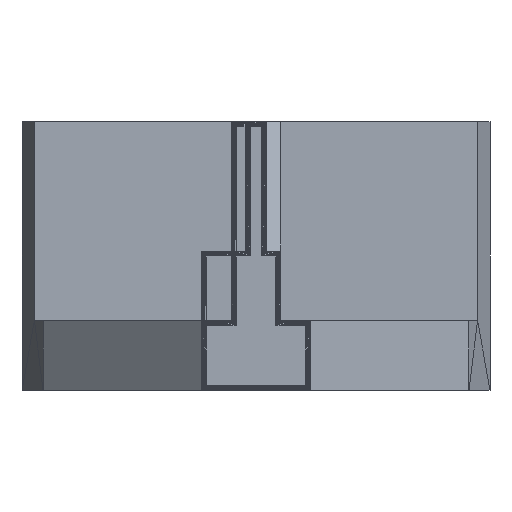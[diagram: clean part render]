
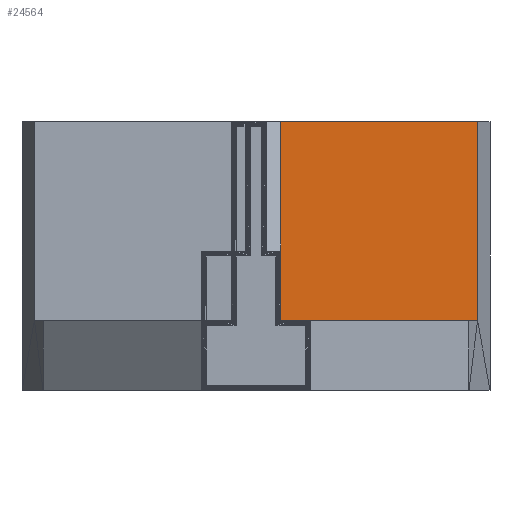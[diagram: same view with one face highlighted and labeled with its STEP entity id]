
A CAD part, front view. The second image highlights one B-rep face of the part: STEP entity #24564.
In plain terms, the highlighted planar face has unit normal (0, -1, 0).
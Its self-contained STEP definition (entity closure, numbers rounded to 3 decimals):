
#11754 = PLANE('',#11755);
#11755 = AXIS2_PLACEMENT_3D('',#11756,#11757,#11758);
#11756 = CARTESIAN_POINT('',(-0.321,-54.454,
    137.438));
#11757 = DIRECTION('',(0.,0.,1.));
#11758 = DIRECTION('',(1.,0.,-0.));
#12173 = VERTEX_POINT('',#12174);
#12174 = CARTESIAN_POINT('',(2.5,-26.25,
    137.438));
#12200 = EDGE_CURVE('',#12173,#12201,#12203,.T.);
#12201 = VERTEX_POINT('',#12202);
#12202 = CARTESIAN_POINT('',(22.257,-26.25,
    137.438));
#12203 = SURFACE_CURVE('',#12204,(#12208,#12215),.PCURVE_S1.);
#12204 = LINE('',#12205,#12206);
#12205 = CARTESIAN_POINT('',(2.5,-26.25,
    137.438));
#12206 = VECTOR('',#12207,1.);
#12207 = DIRECTION('',(1.,0.,0.));
#12208 = PCURVE('',#11754,#12209);
#12209 = DEFINITIONAL_REPRESENTATION('',(#12210),#12214);
#12210 = LINE('',#12211,#12212);
#12211 = CARTESIAN_POINT('',(2.821,28.204));
#12212 = VECTOR('',#12213,1.);
#12213 = DIRECTION('',(1.,0.));
#12214 = ( GEOMETRIC_REPRESENTATION_CONTEXT(2) 
PARAMETRIC_REPRESENTATION_CONTEXT() REPRESENTATION_CONTEXT('2D SPACE',''
  ) );
#12215 = PCURVE('',#12216,#12221);
#12216 = PLANE('',#12217);
#12217 = AXIS2_PLACEMENT_3D('',#12218,#12219,#12220);
#12218 = CARTESIAN_POINT('',(12.379,-26.25,
    127.438));
#12219 = DIRECTION('',(-0.,-1.,-0.));
#12220 = DIRECTION('',(0.,0.,-1.));
#12221 = DEFINITIONAL_REPRESENTATION('',(#12222),#12226);
#12222 = LINE('',#12223,#12224);
#12223 = CARTESIAN_POINT('',(-10.,-9.879));
#12224 = VECTOR('',#12225,1.);
#12225 = DIRECTION('',(0.,1.));
#12226 = ( GEOMETRIC_REPRESENTATION_CONTEXT(2) 
PARAMETRIC_REPRESENTATION_CONTEXT() REPRESENTATION_CONTEXT('2D SPACE',''
  ) );
#12244 = PLANE('',#12245);
#12245 = AXIS2_PLACEMENT_3D('',#12246,#12247,#12248);
#12246 = CARTESIAN_POINT('',(22.954,-24.569,
    124.571));
#12247 = DIRECTION('',(0.924,-0.383,0.));
#12248 = DIRECTION('',(0.383,0.924,0.));
#13475 = VERTEX_POINT('',#13476);
#13476 = CARTESIAN_POINT('',(2.5,-26.25,
    117.438));
#13490 = PLANE('',#13491);
#13491 = AXIS2_PLACEMENT_3D('',#13492,#13493,#13494);
#13492 = CARTESIAN_POINT('',(2.5,-30.304,
    126.843));
#13493 = DIRECTION('',(1.,0.,0.));
#13494 = DIRECTION('',(0.,0.,1.));
#13554 = EDGE_CURVE('',#13475,#12173,#13555,.T.);
#13555 = SURFACE_CURVE('',#13556,(#13560,#13567),.PCURVE_S1.);
#13556 = LINE('',#13557,#13558);
#13557 = CARTESIAN_POINT('',(2.5,-26.25,
    117.438));
#13558 = VECTOR('',#13559,1.);
#13559 = DIRECTION('',(0.,0.,1.));
#13560 = PCURVE('',#13490,#13561);
#13561 = DEFINITIONAL_REPRESENTATION('',(#13562),#13566);
#13562 = LINE('',#13563,#13564);
#13563 = CARTESIAN_POINT('',(-9.405,-4.054));
#13564 = VECTOR('',#13565,1.);
#13565 = DIRECTION('',(1.,0.));
#13566 = ( GEOMETRIC_REPRESENTATION_CONTEXT(2) 
PARAMETRIC_REPRESENTATION_CONTEXT() REPRESENTATION_CONTEXT('2D SPACE',''
  ) );
#13567 = PCURVE('',#12216,#13568);
#13568 = DEFINITIONAL_REPRESENTATION('',(#13569),#13573);
#13569 = LINE('',#13570,#13571);
#13570 = CARTESIAN_POINT('',(10.,-9.879));
#13571 = VECTOR('',#13572,1.);
#13572 = DIRECTION('',(-1.,0.));
#13573 = ( GEOMETRIC_REPRESENTATION_CONTEXT(2) 
PARAMETRIC_REPRESENTATION_CONTEXT() REPRESENTATION_CONTEXT('2D SPACE',''
  ) );
#13621 = PLANE('',#13622);
#13622 = AXIS2_PLACEMENT_3D('',#13623,#13624,#13625);
#13623 = CARTESIAN_POINT('',(10.667,-32.505,
    117.438));
#13624 = DIRECTION('',(0.,0.,1.));
#13625 = DIRECTION('',(1.,0.,-0.));
#16993 = VERTEX_POINT('',#16994);
#16994 = CARTESIAN_POINT('',(22.257,-26.25,
    117.438));
#17020 = EDGE_CURVE('',#16993,#13475,#17021,.T.);
#17021 = SURFACE_CURVE('',#17022,(#17026,#17033),.PCURVE_S1.);
#17022 = LINE('',#17023,#17024);
#17023 = CARTESIAN_POINT('',(22.257,-26.25,
    117.438));
#17024 = VECTOR('',#17025,1.);
#17025 = DIRECTION('',(-1.,0.,0.));
#17026 = PCURVE('',#13621,#17027);
#17027 = DEFINITIONAL_REPRESENTATION('',(#17028),#17032);
#17028 = LINE('',#17029,#17030);
#17029 = CARTESIAN_POINT('',(11.59,6.256));
#17030 = VECTOR('',#17031,1.);
#17031 = DIRECTION('',(-1.,0.));
#17032 = ( GEOMETRIC_REPRESENTATION_CONTEXT(2) 
PARAMETRIC_REPRESENTATION_CONTEXT() REPRESENTATION_CONTEXT('2D SPACE',''
  ) );
#17033 = PCURVE('',#12216,#17034);
#17034 = DEFINITIONAL_REPRESENTATION('',(#17035),#17039);
#17035 = LINE('',#17036,#17037);
#17036 = CARTESIAN_POINT('',(10.,9.879));
#17037 = VECTOR('',#17038,1.);
#17038 = DIRECTION('',(0.,-1.));
#17039 = ( GEOMETRIC_REPRESENTATION_CONTEXT(2) 
PARAMETRIC_REPRESENTATION_CONTEXT() REPRESENTATION_CONTEXT('2D SPACE',''
  ) );
#24476 = EDGE_CURVE('',#12201,#16993,#24477,.T.);
#24477 = SURFACE_CURVE('',#24478,(#24482,#24489),.PCURVE_S1.);
#24478 = LINE('',#24479,#24480);
#24479 = CARTESIAN_POINT('',(22.257,-26.25,
    137.438));
#24480 = VECTOR('',#24481,1.);
#24481 = DIRECTION('',(0.,0.,-1.));
#24482 = PCURVE('',#12244,#24483);
#24483 = DEFINITIONAL_REPRESENTATION('',(#24484),#24488);
#24484 = LINE('',#24485,#24486);
#24485 = CARTESIAN_POINT('',(-1.82,12.867));
#24486 = VECTOR('',#24487,1.);
#24487 = DIRECTION('',(0.,-1.));
#24488 = ( GEOMETRIC_REPRESENTATION_CONTEXT(2) 
PARAMETRIC_REPRESENTATION_CONTEXT() REPRESENTATION_CONTEXT('2D SPACE',''
  ) );
#24489 = PCURVE('',#12216,#24490);
#24490 = DEFINITIONAL_REPRESENTATION('',(#24491),#24495);
#24491 = LINE('',#24492,#24493);
#24492 = CARTESIAN_POINT('',(-10.,9.879));
#24493 = VECTOR('',#24494,1.);
#24494 = DIRECTION('',(1.,0.));
#24495 = ( GEOMETRIC_REPRESENTATION_CONTEXT(2) 
PARAMETRIC_REPRESENTATION_CONTEXT() REPRESENTATION_CONTEXT('2D SPACE',''
  ) );
#24564 = ADVANCED_FACE('',(#24565),#12216,.T.);
#24565 = FACE_BOUND('',#24566,.T.);
#24566 = EDGE_LOOP('',(#24567,#24568,#24569,#24570));
#24567 = ORIENTED_EDGE('',*,*,#24476,.F.);
#24568 = ORIENTED_EDGE('',*,*,#12200,.F.);
#24569 = ORIENTED_EDGE('',*,*,#13554,.F.);
#24570 = ORIENTED_EDGE('',*,*,#17020,.F.);
